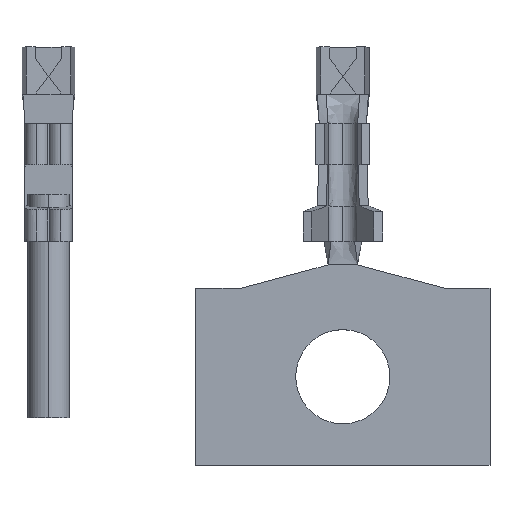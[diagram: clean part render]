
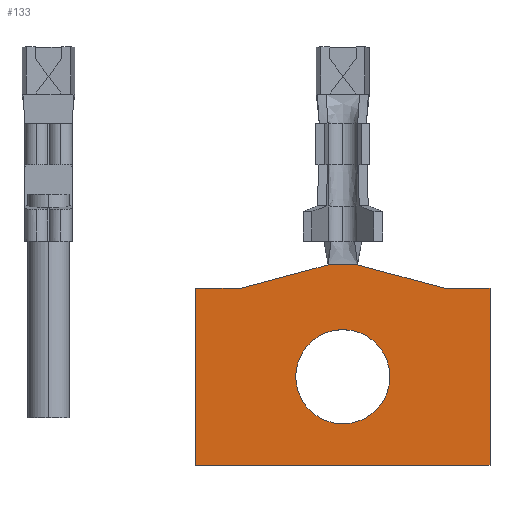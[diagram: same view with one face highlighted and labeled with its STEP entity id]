
A CAD part, top view. The second image highlights one B-rep face of the part: STEP entity #133.
In plain terms, the highlighted planar face has unit normal (0, 0, 1).
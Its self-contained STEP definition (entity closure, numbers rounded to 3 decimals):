
#133=ADVANCED_FACE('',(#349,#350),#351,.T.);
#349=FACE_OUTER_BOUND('',#1090,.T.);
#350=FACE_BOUND('',#1091,.T.);
#351=PLANE('',#1092);
#1090=EDGE_LOOP('',(#2008,#2009,#2010,#2011,#2012,#2013,#2014,#2015));
#1091=EDGE_LOOP('',(#2016,#2017));
#1092=AXIS2_PLACEMENT_3D('',#2018,#2019,#2020);
#2008=ORIENTED_EDGE('',*,*,#2731,.T.);
#2009=ORIENTED_EDGE('',*,*,#2735,.T.);
#2010=ORIENTED_EDGE('',*,*,#2738,.T.);
#2011=ORIENTED_EDGE('',*,*,#2741,.T.);
#2012=ORIENTED_EDGE('',*,*,#2744,.T.);
#2013=ORIENTED_EDGE('',*,*,#2753,.T.);
#2014=ORIENTED_EDGE('',*,*,#2747,.T.);
#2015=ORIENTED_EDGE('',*,*,#2750,.T.);
#2016=ORIENTED_EDGE('',*,*,#2564,.F.);
#2017=ORIENTED_EDGE('',*,*,#2751,.F.);
#2018=CARTESIAN_POINT('',(0.0,-2.3,0.15));
#2019=DIRECTION('',(0.0,0.0,1.0));
#2020=DIRECTION('',(1.0,0.0,0.0));
#2564=EDGE_CURVE('',#2925,#2921,#2927,.T.);
#2731=EDGE_CURVE('',#3196,#3194,#3197,.T.);
#2735=EDGE_CURVE('',#3194,#3201,#3203,.T.);
#2738=EDGE_CURVE('',#3201,#3206,#3208,.T.);
#2741=EDGE_CURVE('',#3206,#3211,#3213,.T.);
#2744=EDGE_CURVE('',#3211,#3216,#3218,.T.);
#2747=EDGE_CURVE('',#3224,#3222,#3225,.T.);
#2750=EDGE_CURVE('',#3222,#3196,#3228,.T.);
#2751=EDGE_CURVE('',#2921,#2925,#3229,.T.);
#2753=EDGE_CURVE('',#3216,#3224,#3231,.T.);
#2921=VERTEX_POINT('',#3496);
#2925=VERTEX_POINT('',#3501);
#2927=CIRCLE('',#3504,0.8);
#3194=VERTEX_POINT('',#4239);
#3196=VERTEX_POINT('',#4242);
#3197=LINE('',#4243,#4244);
#3201=VERTEX_POINT('',#4250);
#3203=LINE('',#4253,#4254);
#3206=VERTEX_POINT('',#4258);
#3208=LINE('',#4261,#4262);
#3211=VERTEX_POINT('',#4266);
#3213=LINE('',#4269,#4270);
#3216=VERTEX_POINT('',#4274);
#3218=LINE('',#4277,#4278);
#3222=VERTEX_POINT('',#4283);
#3224=VERTEX_POINT('',#4286);
#3225=LINE('',#4287,#4288);
#3228=LINE('',#4293,#4294);
#3229=CIRCLE('',#4295,0.8);
#3231=LINE('',#4297,#4298);
#3496=CARTESIAN_POINT('',(-0.8,-2.3,0.15));
#3501=CARTESIAN_POINT('',(0.8,-2.3,0.15));
#3504=AXIS2_PLACEMENT_3D('',#4845,#4846,#4847);
#4239=CARTESIAN_POINT('',(-2.5,-3.8,0.15));
#4242=CARTESIAN_POINT('',(-2.5,-0.8,0.15));
#4243=CARTESIAN_POINT('',(-2.5,-0.8,0.15));
#4244=VECTOR('',#5013,1.0);
#4250=CARTESIAN_POINT('',(2.5,-3.8,0.15));
#4253=CARTESIAN_POINT('',(-2.5,-3.8,0.15));
#4254=VECTOR('',#5017,1.0);
#4258=CARTESIAN_POINT('',(2.5,-0.8,0.15));
#4261=CARTESIAN_POINT('',(2.5,-3.8,0.15));
#4262=VECTOR('',#5020,1.0);
#4266=CARTESIAN_POINT('',(1.743,-0.8,0.15));
#4269=CARTESIAN_POINT('',(2.5,-0.8,0.15));
#4270=VECTOR('',#5023,1.0);
#4274=CARTESIAN_POINT('',(0.25,-0.4,0.15));
#4277=CARTESIAN_POINT('',(1.743,-0.8,0.15));
#4278=VECTOR('',#5026,1.0);
#4283=CARTESIAN_POINT('',(-1.743,-0.8,0.15));
#4286=CARTESIAN_POINT('',(-0.25,-0.4,0.15));
#4287=CARTESIAN_POINT('',(-0.25,-0.4,0.15));
#4288=VECTOR('',#5029,1.0);
#4293=CARTESIAN_POINT('',(-1.743,-0.8,0.15));
#4294=VECTOR('',#5032,1.0);
#4295=AXIS2_PLACEMENT_3D('',#5033,#5034,#5035);
#4297=CARTESIAN_POINT('',(0.25,-0.4,0.15));
#4298=VECTOR('',#5039,1.0);
#4845=CARTESIAN_POINT('',(0.0,-2.3,0.15));
#4846=DIRECTION('',(0.0,0.0,1.0));
#4847=DIRECTION('',(1.0,0.0,0.0));
#5013=DIRECTION('',(0.,-1.0,0.0));
#5017=DIRECTION('',(1.0,0.0,0.0));
#5020=DIRECTION('',(0.,1.0,0.0));
#5023=DIRECTION('',(-1.0,0.,0.0));
#5026=DIRECTION('',(-0.966,0.259,0.0));
#5029=DIRECTION('',(-0.966,-0.259,0.0));
#5032=DIRECTION('',(-1.0,0.,0.0));
#5033=CARTESIAN_POINT('',(0.0,-2.3,0.15));
#5034=DIRECTION('',(0.0,0.0,1.0));
#5035=DIRECTION('',(1.0,0.0,0.0));
#5039=DIRECTION('',(-1.0,0.0,0.0));
